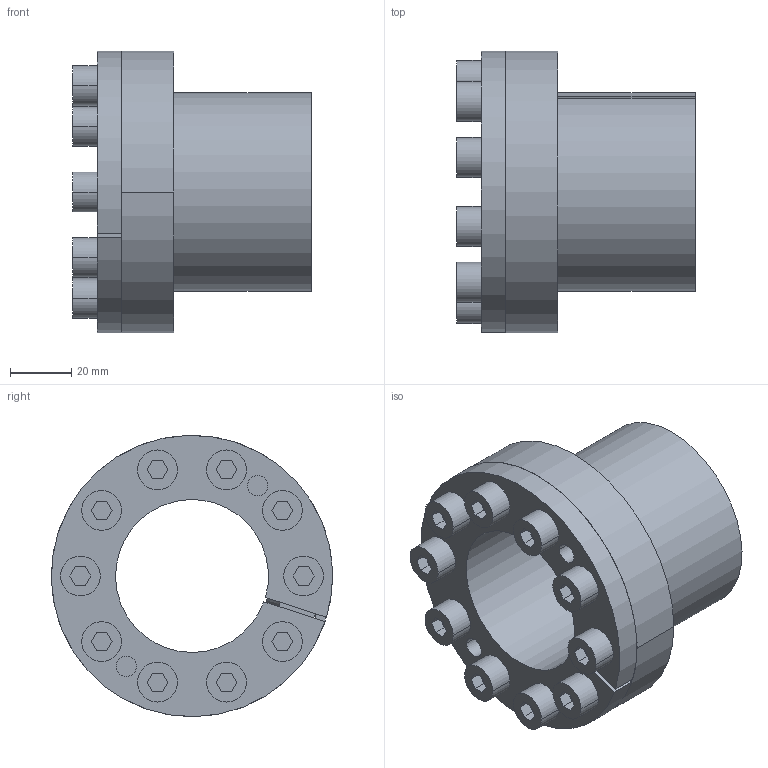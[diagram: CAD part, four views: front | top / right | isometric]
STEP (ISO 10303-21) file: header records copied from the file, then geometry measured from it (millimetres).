
FILE_DESCRIPTION((''),'2;1');
FILE_NAME('082505050065_INT_ASM','2006-02-22T',('Rathmann'),(''),'PRO/ENGINEER BY PARAMETRIC TECHNOLOGY CORPORATION, 2005180','PRO/ENGINEER BY PARAMETRIC TECHNOLOGY CORPORATION, 2005180','');
FILE_SCHEMA(('AUTOMOTIVE_DESIGN_CC2 { 1 2 10303 214 -1 1 5 2 }'));
Length unit declared in the file: millimetre
Products named in the file (5): 082505050065AX_INT; 082505050065A_INT; 082505050065IR_INT; DIN912-M8X22_INT; 082505050065_INT_ASM
Assembly tree (13 placements, depth 2):
  082505050065_INT_ASM
    082505050065AX_INT
    082505050065A_INT
    082505050065IR_INT
    DIN912-M8X22_INT  x10
Bounding box: 78 x 92 x 92 mm (x, y, z)
Volume: 171885.7 mm3; surface area: 87526.1 mm2
Topology: 13 solids, 13 shells, 226 faces, 556 edges, 412 vertices
Faces by surface type: plane 112, cylinder 92, cone 22
Entity records: 3167 total; most frequent: DIRECTION 577, CARTESIAN_POINT 514, ORIENTED_EDGE 428, AXIS2_PLACEMENT_3D 229, EDGE_CURVE 214, VERTEX_POINT 142, EDGE_LOOP 130, VECTOR 119
